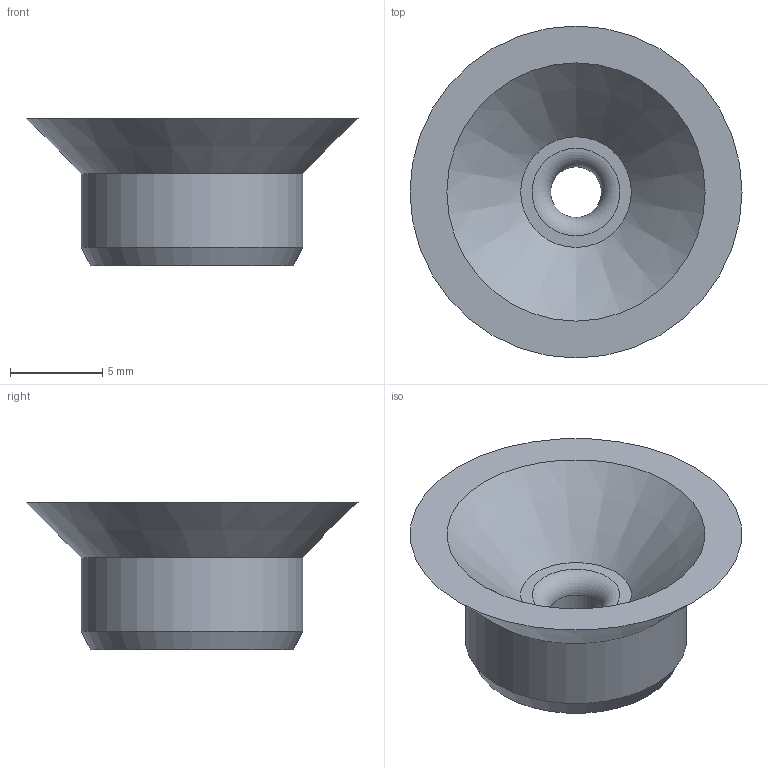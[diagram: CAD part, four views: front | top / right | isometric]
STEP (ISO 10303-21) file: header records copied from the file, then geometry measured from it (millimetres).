
FILE_DESCRIPTION(('FreeCAD Model'),'2;1');
FILE_NAME('Open CASCADE Shape Model','2024-01-26T13:57:20',(''),(''), 'Open CASCADE STEP processor 7.7','FreeCAD','Unknown');
FILE_SCHEMA(('AUTOMOTIVE_DESIGN { 1 0 10303 214 1 1 1 1 }'));
Length unit declared in the file: millimetre
Products named in the file (1): sd_insert_angled
Bounding box: 18 x 18 x 8 mm (x, y, z)
Volume: 734.6 mm3; surface area: 808.8 mm2
Topology: 1 solids, 1 shells, 10 faces, 17 edges, 10 vertices
Faces by surface type: plane 3, cone 3, torus 2, cylinder 2
Full cylindrical faces by diameter (mm): 2.75 x1, 12 x1
Entity records: 494 total; most frequent: CARTESIAN_POINT 84, DIRECTION 83, ORIENTED_EDGE 34, PCURVE 34, DEFINITIONAL_REPRESENTATION 34, LINE 33, VECTOR 33, AXIS2_PLACEMENT_3D 23
